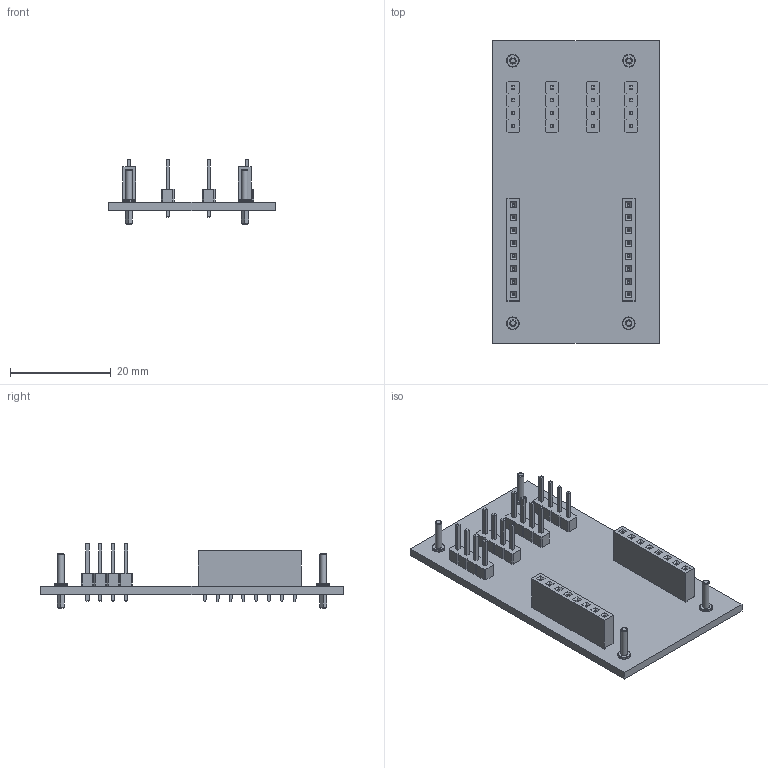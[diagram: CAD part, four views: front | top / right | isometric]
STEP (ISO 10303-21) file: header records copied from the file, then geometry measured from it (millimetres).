
FILE_DESCRIPTION(('KiCad electronic assembly'),'2;1');
FILE_NAME('motor_controller_pcb.step','2020-06-16T21:24:51',('An Author' ),('A Company'),'Open CASCADE STEP processor 6.9', 'KiCad to STEP converter','Unknown');
FILE_SCHEMA(('AUTOMOTIVE_DESIGN { 1 0 10303 214 1 1 1 1 }'));
Length unit declared in the file: millimetre
Products named in the file (8): Open CASCADE STEP translator 6.9 1; PinSocket_1x08_P2.54mm_Vertical; SOLID; Pin_D1.3mm_L11.0mm; PinHeader_1x04_P2.54mm_Vertical; COMPOUND
Assembly tree (14 placements, depth 3):
  Open CASCADE STEP translator 6.9 1
    PinSocket_1x08_P2.54mm_Vertical  x2
      SOLID
    Pin_D1.3mm_L11.0mm  x4
      SOLID
    PinHeader_1x04_P2.54mm_Vertical  x4
      SOLID
    COMPOUND
Bounding box: 33 x 60 x 13.04 mm (x, y, z)
Volume: 4172.3 mm3; surface area: 6618.4 mm2
Topology: 11 solids, 11 shells, 1026 faces, 2528 edges, 1612 vertices
Faces by surface type: plane 970, cylinder 44, torus 12
Full cylindrical faces by diameter (mm): 1 x32, 1.3 x8, 2.5 x4
Entity records: 29030 total; most frequent: CARTESIAN_POINT 4705, DIRECTION 4036, LINE 3004, VECTOR 3004, ORIENTED_EDGE 2108, PCURVE 2108, DEFINITIONAL_REPRESENTATION 2108, EDGE_CURVE 1054
